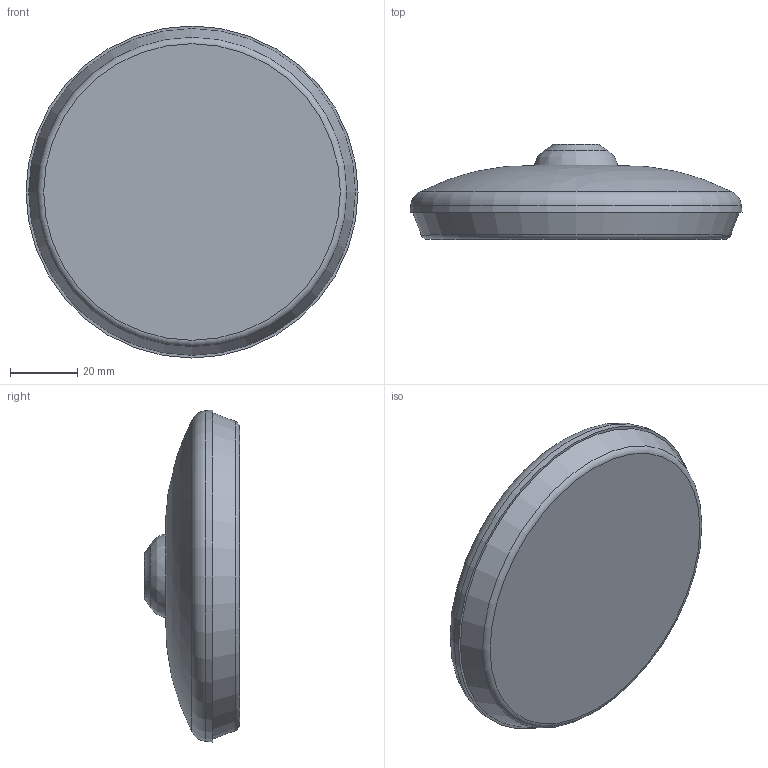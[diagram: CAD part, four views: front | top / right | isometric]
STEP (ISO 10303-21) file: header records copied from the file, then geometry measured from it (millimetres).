
FILE_DESCRIPTION(/* description */ ('STEP AP214'),/* implementation_level */ '2;1');
FILE_NAME(/* name */ '1011898.stp',/* time_stamp */ '2024-06-13T10:33:06+02:00',/* author */ ('Bo'),/* organization */ ('CADENAS'),/* preprocessor_version */ 'ST-DEVELOPER v20',/* originating_system */ 'Autodesk Inventor 2025',/* authorisation */ ' ');
FILE_SCHEMA (('AUTOMOTIVE_DESIGN { 1 0 10303 214 3 1 1 }'));
Length unit declared in the file: millimetre
Products named in the file (1): 1011898
Bounding box: 98.5 x 28.2 x 98.5 mm (x, y, z)
Volume: 133409.3 mm3; surface area: 19330 mm2
Topology: 1 solids, 1 shells, 17 faces, 35 edges, 22 vertices
Faces by surface type: cone 6, torus 4, plane 4, bspline 2, sphere 1
Entity records: 582 total; most frequent: CARTESIAN_POINT 126, DIRECTION 94, ORIENTED_EDGE 68, AXIS2_PLACEMENT_3D 44, EDGE_CURVE 34, CIRCLE 28, VERTEX_POINT 22, EDGE_LOOP 20
